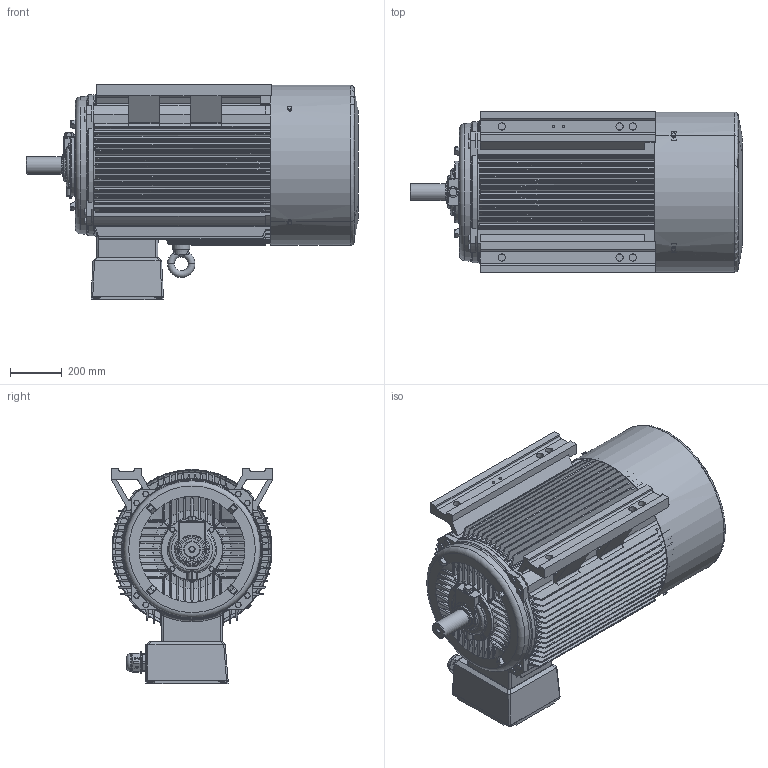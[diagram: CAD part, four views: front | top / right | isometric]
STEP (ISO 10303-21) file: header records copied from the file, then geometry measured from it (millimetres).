
FILE_DESCRIPTION(/* description */ (''),/* implementation_level */ '2;1');
FILE_NAME(/* name */ 'JM2-315M.L-2-B3.stp',/* time_stamp */ '2016-11-29T10:01:27+08:00',/* author */ (''),/* organization */ (''),/* preprocessor_version */ 'ST-DEVELOPER v16',/* originating_system */ 'SIEMENS PLM Software NX 10.0',/* authorisation */ '');
FILE_SCHEMA (('CONFIG_CONTROL_DESIGN'));
Products named in the file (1): JM2-315M.L-2-B3
Bounding box: 1288.04 x 628 x 837 mm (x, y, z)
Volume: 65422537.3 mm3; surface area: 11540282.6 mm2
Topology: 46 solids, 46 shells, 5519 faces, 15144 edges, 9840 vertices
Faces by surface type: plane 3368, cylinder 1175, cone 584, torus 288, bspline 90, sphere 14
Full cylindrical faces by diameter (mm): 2 x2, 10 x2, 20 x1, 28 x4, 43.312 x2, 51.188 x4, 61.031 x12, 63 x4, 64 x1, 64.969 x12, 65 x1, 67.922 x2, 78 x1, 80 x1, 81.5 x2, 83 x2, 83.672 x2, 85 x5, 95 x2, 98 x1, 102 x1, 510.694 x2, 528 x2, 620 x1
Entity records: 190197 total; most frequent: CARTESIAN_POINT 52315, ORIENTED_EDGE 29858, DIRECTION 25652, EDGE_CURVE 14929, LINE 9768, VECTOR 9768, VERTEX_POINT 9757, AXIS2_PLACEMENT_3D 7942
